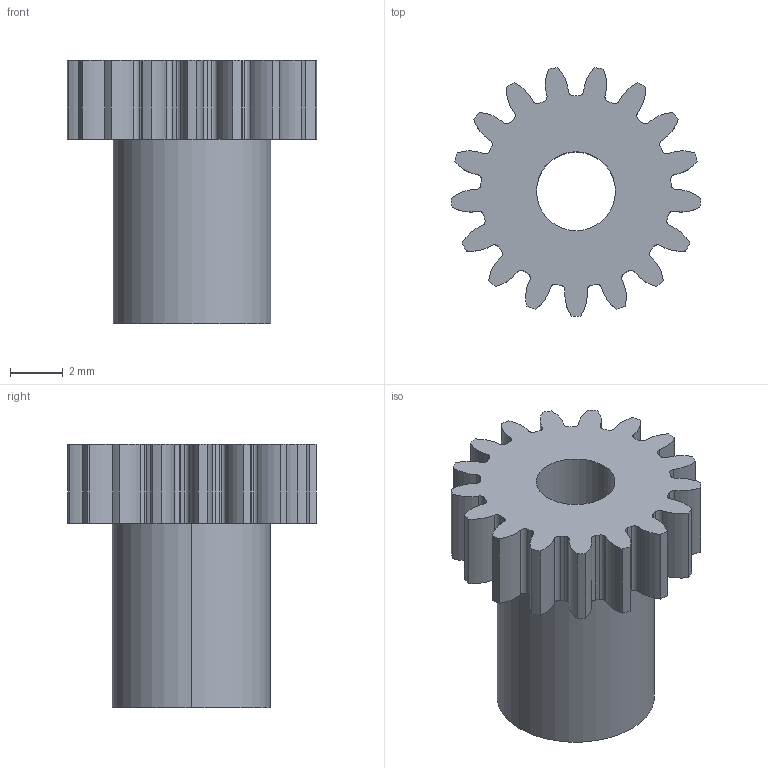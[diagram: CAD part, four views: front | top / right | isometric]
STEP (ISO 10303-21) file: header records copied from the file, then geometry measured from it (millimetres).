
FILE_DESCRIPTION (( 'STEP AP214' ), '1' );
FILE_NAME ('119-005-017.step', '2010-07-19T13:50:20', ( 'WMH Herion Antriebstechnik GmbH' ), ( 'WMH Herion Antriebstechnik GmbH' ), 'SwSTEP 2.0', 'SolidWorks 2010', '' );
FILE_SCHEMA (( 'AUTOMOTIVE_DESIGN' ));
Length unit declared in the file: millimetre
Products named in the file (1): 119-005-017
Bounding box: 9.48 x 9.45 x 10 mm (x, y, z)
Volume: 293.6 mm3; surface area: 482.1 mm2
Topology: 1 solids, 1 shells, 121 faces, 354 edges, 236 vertices
Faces by surface type: cylinder 118, plane 3
Entity records: 4202 total; most frequent: DIRECTION 834, CARTESIAN_POINT 712, ORIENTED_EDGE 708, AXIS2_PLACEMENT_3D 358, EDGE_CURVE 354, VERTEX_POINT 236, CIRCLE 236, EDGE_LOOP 124
